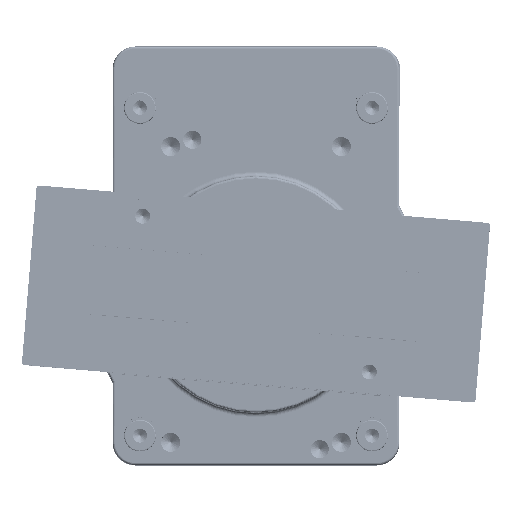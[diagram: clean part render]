
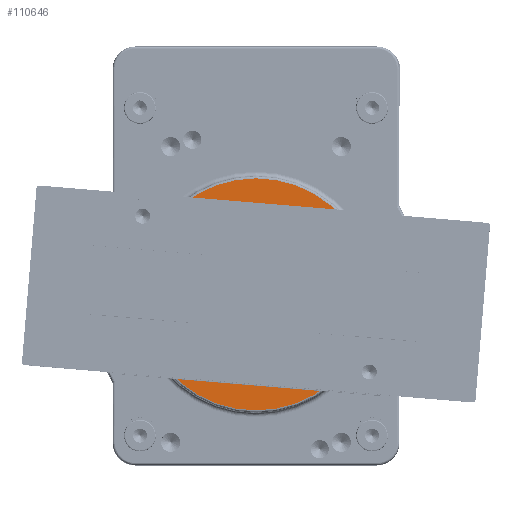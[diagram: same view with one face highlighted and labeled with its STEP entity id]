
A CAD part, top view. The second image highlights one B-rep face of the part: STEP entity #110646.
In plain terms, the highlighted face is planar.
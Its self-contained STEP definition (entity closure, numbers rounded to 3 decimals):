
#3697 = EDGE_LOOP ( 'NONE', ( #16304 ) ) ;
#14756 = DIRECTION ( 'NONE',  ( 0., 0., -1. ) ) ;
#16304 = ORIENTED_EDGE ( 'NONE', *, *, #38678, .F. ) ;
#21705 = FACE_OUTER_BOUND ( 'NONE', #30050, .T. ) ;
#23089 = DIRECTION ( 'NONE',  ( 0., -1., 0. ) ) ;
#24591 = CARTESIAN_POINT ( 'NONE',  ( 0., -52., 0. ) ) ;
#25303 = VERTEX_POINT ( 'NONE', #113245 ) ;
#30050 = EDGE_LOOP ( 'NONE', ( #33554 ) ) ;
#33554 = ORIENTED_EDGE ( 'NONE', *, *, #41022, .T. ) ;
#38678 = EDGE_CURVE ( 'NONE', #40104, #40104, #104369, .T. ) ;
#40104 = VERTEX_POINT ( 'NONE', #48890 ) ;
#41022 = EDGE_CURVE ( 'NONE', #25303, #25303, #91413, .T. ) ;
#41765 = DIRECTION ( 'NONE',  ( 0., -1., 0. ) ) ;
#43020 = AXIS2_PLACEMENT_3D ( 'NONE', #103432, #23089, #112738 ) ;
#48890 = CARTESIAN_POINT ( 'NONE',  ( 0., -52., -18.2 ) ) ;
#50467 = PLANE ( 'NONE',  #103945 ) ;
#63160 = AXIS2_PLACEMENT_3D ( 'NONE', #96192, #41765, #14756 ) ;
#69196 = DIRECTION ( 'NONE',  ( 0., 0., -1. ) ) ;
#91413 = CIRCLE ( 'NONE', #43020, 25.5 ) ;
#96192 = CARTESIAN_POINT ( 'NONE',  ( 0., -52., 0. ) ) ;
#102061 = FACE_BOUND ( 'NONE', #3697, .T. ) ;
#103432 = CARTESIAN_POINT ( 'NONE',  ( 0., -52., 0. ) ) ;
#103945 = AXIS2_PLACEMENT_3D ( 'NONE', #24591, #106045, #69196 ) ;
#104369 = CIRCLE ( 'NONE', #63160, 18.2 ) ;
#106045 = DIRECTION ( 'NONE',  ( 0., -1., 0. ) ) ;
#110646 = ADVANCED_FACE ( 'NONE', ( #102061, #21705 ), #50467, .T. ) ;
#112738 = DIRECTION ( 'NONE',  ( 0., 0., -1. ) ) ;
#113245 = CARTESIAN_POINT ( 'NONE',  ( 0., -52., -25.5 ) ) ;
